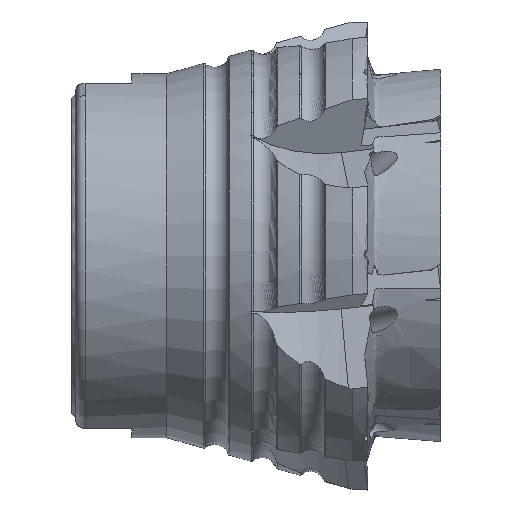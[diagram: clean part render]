
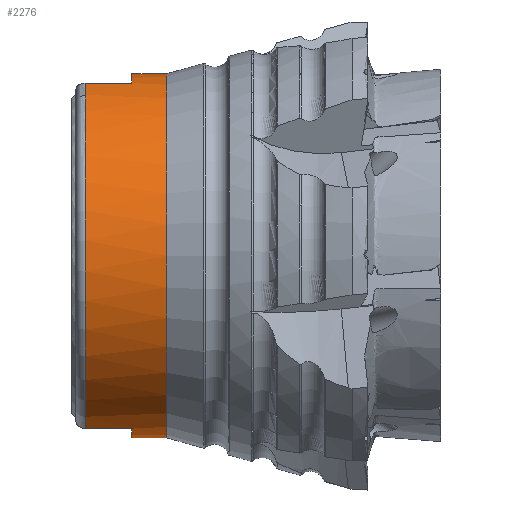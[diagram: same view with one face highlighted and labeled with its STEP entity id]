
A CAD part, front view. The second image highlights one B-rep face of the part: STEP entity #2276.
In plain terms, the highlighted cylindrical face has radius 19 mm (diameter 38 mm), a full revolution.
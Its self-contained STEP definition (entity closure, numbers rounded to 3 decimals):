
#32 = LINE ( 'NONE', #10377, #9584 ) ;
#264 = VERTEX_POINT ( 'NONE', #2024 ) ;
#296 = DIRECTION ( 'NONE',  ( 0., 0., 1. ) ) ;
#396 = VERTEX_POINT ( 'NONE', #8042 ) ;
#574 = AXIS2_PLACEMENT_3D ( 'NONE', #11109, #9870, #10859 ) ;
#576 = VERTEX_POINT ( 'NONE', #4252 ) ;
#741 = AXIS2_PLACEMENT_3D ( 'NONE', #6864, #1331, #7781 ) ;
#751 = VERTEX_POINT ( 'NONE', #7794 ) ;
#787 = DIRECTION ( 'NONE',  ( 0., 0., 1. ) ) ;
#1065 = EDGE_CURVE ( 'NONE', #264, #6922, #7898, .T. ) ;
#1331 = DIRECTION ( 'NONE',  ( 1., 0., 0. ) ) ;
#1467 = LINE ( 'NONE', #5131, #11336 ) ;
#1759 = DIRECTION ( 'NONE',  ( 1., 0., 0. ) ) ;
#1777 = VERTEX_POINT ( 'NONE', #9272 ) ;
#1951 = ORIENTED_EDGE ( 'NONE', *, *, #2577, .T. ) ;
#2024 = CARTESIAN_POINT ( 'NONE',  ( 1.5, -5.965, -18.039 ) ) ;
#2060 = CARTESIAN_POINT ( 'NONE',  ( 6.35, 5.965, -18.039 ) ) ;
#2276 = ADVANCED_FACE ( 'NONE', ( #5756, #10668 ), #5477, .T. ) ;
#2300 = ORIENTED_EDGE ( 'NONE', *, *, #10462, .T. ) ;
#2425 = EDGE_CURVE ( 'NONE', #3750, #7571, #7887, .T. ) ;
#2577 = EDGE_CURVE ( 'NONE', #576, #396, #11687, .T. ) ;
#2639 = AXIS2_PLACEMENT_3D ( 'NONE', #11896, #6338, #787 ) ;
#2805 = ORIENTED_EDGE ( 'NONE', *, *, #2425, .T. ) ;
#2980 = CARTESIAN_POINT ( 'NONE',  ( 10., 0., 19. ) ) ;
#3104 = ORIENTED_EDGE ( 'NONE', *, *, #9520, .T. ) ;
#3139 = CARTESIAN_POINT ( 'NONE',  ( 0., 0., 0. ) ) ;
#3459 = ORIENTED_EDGE ( 'NONE', *, *, #4340, .F. ) ;
#3500 = EDGE_CURVE ( 'NONE', #1777, #3750, #5176, .T. ) ;
#3750 = VERTEX_POINT ( 'NONE', #2060 ) ;
#4030 = AXIS2_PLACEMENT_3D ( 'NONE', #11399, #5856, #296 ) ;
#4192 = ORIENTED_EDGE ( 'NONE', *, *, #6598, .T. ) ;
#4252 = CARTESIAN_POINT ( 'NONE',  ( 1.5, 5.965, 18.039 ) ) ;
#4340 = EDGE_CURVE ( 'NONE', #576, #7571, #6580, .T. ) ;
#4825 = VERTEX_POINT ( 'NONE', #2980 ) ;
#4896 = VECTOR ( 'NONE', #7065, 1000. ) ;
#5131 = CARTESIAN_POINT ( 'NONE',  ( 0., -5.965, 18.039 ) ) ;
#5176 = CIRCLE ( 'NONE', #741, 19. ) ;
#5239 = AXIS2_PLACEMENT_3D ( 'NONE', #7290, #1759, #8221 ) ;
#5393 = EDGE_LOOP ( 'NONE', ( #4192 ) ) ;
#5477 = CYLINDRICAL_SURFACE ( 'NONE', #6705, 19. ) ;
#5756 = FACE_OUTER_BOUND ( 'NONE', #6791, .T. ) ;
#5856 = DIRECTION ( 'NONE',  ( -1., 0., 0. ) ) ;
#6034 = DIRECTION ( 'NONE',  ( -1., 0., 0. ) ) ;
#6338 = DIRECTION ( 'NONE',  ( -1., 0., 0. ) ) ;
#6580 = CIRCLE ( 'NONE', #4030, 19. ) ;
#6598 = EDGE_CURVE ( 'NONE', #4825, #4825, #10624, .T. ) ;
#6705 = AXIS2_PLACEMENT_3D ( 'NONE', #3139, #10503, #8628 ) ;
#6791 = EDGE_LOOP ( 'NONE', ( #2300, #9716, #9561, #3104, #10343, #2805, #3459, #1951 ) ) ;
#6864 = CARTESIAN_POINT ( 'NONE',  ( 6.35, 0., 0. ) ) ;
#6922 = VERTEX_POINT ( 'NONE', #8048 ) ;
#7065 = DIRECTION ( 'NONE',  ( -1., 0., 0. ) ) ;
#7290 = CARTESIAN_POINT ( 'NONE',  ( 6.35, 0., 0. ) ) ;
#7571 = VERTEX_POINT ( 'NONE', #9173 ) ;
#7781 = DIRECTION ( 'NONE',  ( 0., 1., 0. ) ) ;
#7794 = CARTESIAN_POINT ( 'NONE',  ( 6.35, -5.965, 18.039 ) ) ;
#7887 = LINE ( 'NONE', #10784, #4896 ) ;
#7898 = CIRCLE ( 'NONE', #574, 19. ) ;
#7965 = CIRCLE ( 'NONE', #5239, 19. ) ;
#8042 = CARTESIAN_POINT ( 'NONE',  ( 6.35, 5.965, 18.039 ) ) ;
#8048 = CARTESIAN_POINT ( 'NONE',  ( 1.5, -5.965, 18.039 ) ) ;
#8194 = CARTESIAN_POINT ( 'NONE',  ( 0., 5.965, 18.039 ) ) ;
#8221 = DIRECTION ( 'NONE',  ( 0., 1., 0. ) ) ;
#8628 = DIRECTION ( 'NONE',  ( 0., 0., 1. ) ) ;
#9173 = CARTESIAN_POINT ( 'NONE',  ( 1.5, 5.965, -18.039 ) ) ;
#9196 = VECTOR ( 'NONE', #10908, 1000. ) ;
#9272 = CARTESIAN_POINT ( 'NONE',  ( 6.35, -5.965, -18.039 ) ) ;
#9520 = EDGE_CURVE ( 'NONE', #264, #1777, #32, .T. ) ;
#9561 = ORIENTED_EDGE ( 'NONE', *, *, #1065, .F. ) ;
#9584 = VECTOR ( 'NONE', #11311, 1000. ) ;
#9716 = ORIENTED_EDGE ( 'NONE', *, *, #11253, .T. ) ;
#9870 = DIRECTION ( 'NONE',  ( -1., 0., 0. ) ) ;
#10343 = ORIENTED_EDGE ( 'NONE', *, *, #3500, .T. ) ;
#10377 = CARTESIAN_POINT ( 'NONE',  ( 0., -5.965, -18.039 ) ) ;
#10462 = EDGE_CURVE ( 'NONE', #396, #751, #7965, .T. ) ;
#10503 = DIRECTION ( 'NONE',  ( -1., 0., 0. ) ) ;
#10624 = CIRCLE ( 'NONE', #2639, 19. ) ;
#10668 = FACE_OUTER_BOUND ( 'NONE', #5393, .T. ) ;
#10784 = CARTESIAN_POINT ( 'NONE',  ( 0., 5.965, -18.039 ) ) ;
#10859 = DIRECTION ( 'NONE',  ( 0., 0., 1. ) ) ;
#10908 = DIRECTION ( 'NONE',  ( 1., 0., 0. ) ) ;
#11109 = CARTESIAN_POINT ( 'NONE',  ( 1.5, 0., 0. ) ) ;
#11253 = EDGE_CURVE ( 'NONE', #751, #6922, #1467, .T. ) ;
#11311 = DIRECTION ( 'NONE',  ( 1., 0., 0. ) ) ;
#11336 = VECTOR ( 'NONE', #6034, 1000. ) ;
#11399 = CARTESIAN_POINT ( 'NONE',  ( 1.5, 0., 0. ) ) ;
#11687 = LINE ( 'NONE', #8194, #9196 ) ;
#11896 = CARTESIAN_POINT ( 'NONE',  ( 10., 0., 0. ) ) ;
